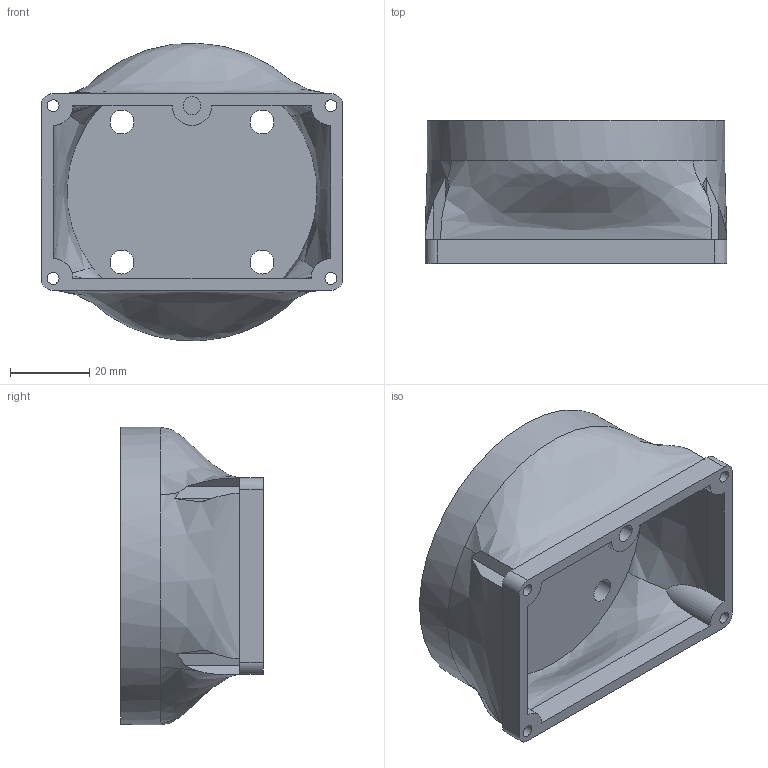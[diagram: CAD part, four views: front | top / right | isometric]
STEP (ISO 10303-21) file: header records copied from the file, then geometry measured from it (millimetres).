
FILE_DESCRIPTION(/* description */ ('Unknown'),/* implementation_level */ '2;1');
FILE_NAME(/* name */ 'anbindung arm',/* time_stamp */ '2023-01-17T14:01:06+01:00',/* author */ ('Unknown'),/* organization */ ('Unknown'),/* preprocessor_version */ 'ST-DEVELOPER v18.102',/* originating_system */ 'Solid Edge',/* authorisation */ 'Unknown');
FILE_SCHEMA (('AUTOMOTIVE_DESIGN {1 0 10303 214 3 1 1}'));
Length unit declared in the file: millimetre
Products named in the file (1): anbindung arm
Bounding box: 76 x 36 x 74.96 mm (x, y, z)
Volume: 49894.6 mm3; surface area: 24864.1 mm2
Topology: 1 solids, 1 shells, 64 faces, 176 edges, 117 vertices
Faces by surface type: plane 34, cylinder 20, bspline 10
Full cylindrical faces by diameter (mm): 3 x4, 4.5 x1, 6 x4, 63 x1, 75 x1
Entity records: 2601 total; most frequent: CARTESIAN_POINT 1083, ORIENTED_EDGE 310, DIRECTION 270, EDGE_CURVE 155, VERTEX_POINT 107, AXIS2_PLACEMENT_3D 99, EDGE_LOOP 94, FACE_BOUND 94
